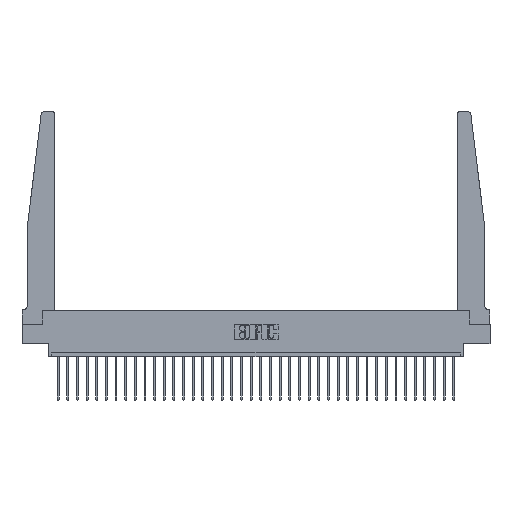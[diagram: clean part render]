
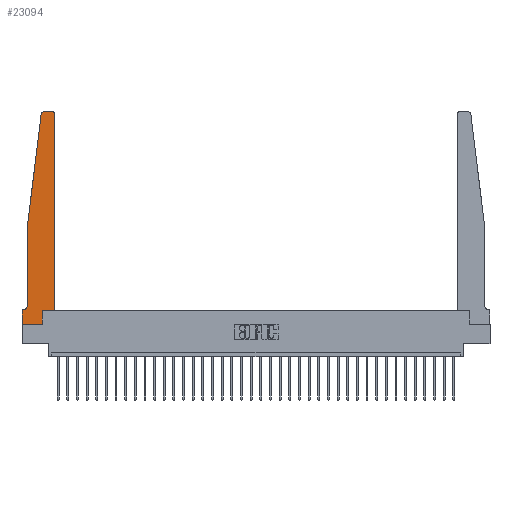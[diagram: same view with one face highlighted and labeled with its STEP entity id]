
A CAD part, top view. The second image highlights one B-rep face of the part: STEP entity #23094.
In plain terms, the highlighted planar face has unit normal (0, 0, 1).
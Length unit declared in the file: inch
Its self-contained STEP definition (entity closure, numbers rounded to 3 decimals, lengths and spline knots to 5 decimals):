
#266 = AXIS2_PLACEMENT_3D ( 'NONE', #12344, #10910, #22855 ) ;
#459 = LINE ( 'NONE', #4066, #2864 ) ;
#1911 = CARTESIAN_POINT ( 'NONE',  ( 0.065, 1.25, 0.37 ) ) ;
#2670 = PLANE ( 'NONE',  #266 ) ;
#2864 = VECTOR ( 'NONE', #14892, 39.37008 ) ;
#3098 = EDGE_CURVE ( 'NONE', #6028, #19751, #29380, .T. ) ;
#3108 = CARTESIAN_POINT ( 'NONE',  ( 0.065, 1.25, 0.37 ) ) ;
#3183 = DIRECTION ( 'NONE',  ( 1., 0., 0. ) ) ;
#3367 = CARTESIAN_POINT ( 'NONE',  ( 0.395, 2.75, 0.37 ) ) ;
#3765 = EDGE_CURVE ( 'NONE', #14605, #6028, #14319, .T. ) ;
#4066 = CARTESIAN_POINT ( 'NONE',  ( 0.425, 0.18, 0.37 ) ) ;
#4124 = EDGE_CURVE ( 'NONE', #10010, #12920, #26080, .T. ) ;
#4423 = ORIENTED_EDGE ( 'NONE', *, *, #17300, .T. ) ;
#4805 = CARTESIAN_POINT ( 'NONE',  ( 0., 0.1875, 0.37 ) ) ;
#5209 = CARTESIAN_POINT ( 'NONE',  ( 0., 0., 0.37 ) ) ;
#5745 = ORIENTED_EDGE ( 'NONE', *, *, #10933, .T. ) ;
#6028 = VERTEX_POINT ( 'NONE', #29501 ) ;
#6120 = LINE ( 'NONE', #3108, #13331 ) ;
#6143 = LINE ( 'NONE', #8204, #22625 ) ;
#6335 = VERTEX_POINT ( 'NONE', #23788 ) ;
#6486 = EDGE_CURVE ( 'NONE', #12920, #28741, #20999, .T. ) ;
#7217 = VERTEX_POINT ( 'NONE', #21252 ) ;
#7450 = VERTEX_POINT ( 'NONE', #29786 ) ;
#7911 = VERTEX_POINT ( 'NONE', #3367 ) ;
#8009 = CARTESIAN_POINT ( 'NONE',  ( 0.065, 1.25, 0.37 ) ) ;
#8204 = CARTESIAN_POINT ( 'NONE',  ( 0.065, 0.1875, 0.37 ) ) ;
#8326 = EDGE_CURVE ( 'NONE', #28741, #14605, #6143, .T. ) ;
#8525 = LINE ( 'NONE', #27934, #18518 ) ;
#8794 = VECTOR ( 'NONE', #28298, 39.37008 ) ;
#9118 = ORIENTED_EDGE ( 'NONE', *, *, #30025, .T. ) ;
#9198 = CIRCLE ( 'NONE', #12716, 0.03 ) ;
#10010 = VERTEX_POINT ( 'NONE', #8009 ) ;
#10096 = ORIENTED_EDGE ( 'NONE', *, *, #23198, .T. ) ;
#10178 = CARTESIAN_POINT ( 'NONE',  ( 0.2605, 0.18, 0.37 ) ) ;
#10384 = VECTOR ( 'NONE', #23575, 39.37008 ) ;
#10910 = DIRECTION ( 'NONE',  ( 0., 0., 1. ) ) ;
#10933 = EDGE_CURVE ( 'NONE', #26926, #7217, #21227, .T. ) ;
#11057 = ORIENTED_EDGE ( 'NONE', *, *, #4124, .T. ) ;
#11683 = VERTEX_POINT ( 'NONE', #26163 ) ;
#11980 = CARTESIAN_POINT ( 'NONE',  ( 0.065, 0.2375, 0.37 ) ) ;
#12046 = DIRECTION ( 'NONE',  ( 1., 0., 0. ) ) ;
#12344 = CARTESIAN_POINT ( 'NONE',  ( 0., 0.1875, 0.37 ) ) ;
#12704 = DIRECTION ( 'NONE',  ( 0., 0., 1. ) ) ;
#12716 = AXIS2_PLACEMENT_3D ( 'NONE', #13019, #23224, #27502 ) ;
#12920 = VERTEX_POINT ( 'NONE', #11980 ) ;
#13019 = CARTESIAN_POINT ( 'NONE',  ( 0.395, 2.72, 0.37 ) ) ;
#13265 = ORIENTED_EDGE ( 'NONE', *, *, #8326, .T. ) ;
#13331 = VECTOR ( 'NONE', #13421, 39.37008 ) ;
#13421 = DIRECTION ( 'NONE',  ( -0.122, -0.992, 0. ) ) ;
#13994 = EDGE_CURVE ( 'NONE', #7450, #6335, #18055, .T. ) ;
#14319 = LINE ( 'NONE', #21805, #10384 ) ;
#14605 = VERTEX_POINT ( 'NONE', #4805 ) ;
#14892 = DIRECTION ( 'NONE',  ( 0., 1., 0. ) ) ;
#15412 = LINE ( 'NONE', #10178, #27921 ) ;
#16669 = EDGE_CURVE ( 'NONE', #11683, #7911, #9198, .T. ) ;
#17300 = EDGE_CURVE ( 'NONE', #7217, #10010, #6120, .T. ) ;
#17519 = DIRECTION ( 'NONE',  ( 0., 0., -1. ) ) ;
#17627 = AXIS2_PLACEMENT_3D ( 'NONE', #29567, #12704, #3183 ) ;
#18055 = LINE ( 'NONE', #29818, #24332 ) ;
#18436 = VECTOR ( 'NONE', #12046, 39.37008 ) ;
#18518 = VECTOR ( 'NONE', #25559, 39.37008 ) ;
#19577 = ORIENTED_EDGE ( 'NONE', *, *, #13994, .T. ) ;
#19751 = VERTEX_POINT ( 'NONE', #22314 ) ;
#19850 = ORIENTED_EDGE ( 'NONE', *, *, #3098, .T. ) ;
#19931 = CARTESIAN_POINT ( 'NONE',  ( 0.27653, 2.75, 0.37 ) ) ;
#20626 = DIRECTION ( 'NONE',  ( -1., 0., 0. ) ) ;
#20999 = CIRCLE ( 'NONE', #25045, 0.05 ) ;
#21227 = CIRCLE ( 'NONE', #17627, 0.03 ) ;
#21252 = CARTESIAN_POINT ( 'NONE',  ( 0.24675, 2.72367, 0.37 ) ) ;
#21805 = CARTESIAN_POINT ( 'NONE',  ( 0., 0., 0.37 ) ) ;
#22009 = DIRECTION ( 'NONE',  ( -1., 0., 0. ) ) ;
#22268 = DIRECTION ( 'NONE',  ( 0., 1., 0. ) ) ;
#22314 = CARTESIAN_POINT ( 'NONE',  ( 0.2605, 0., 0.37 ) ) ;
#22625 = VECTOR ( 'NONE', #20626, 39.37008 ) ;
#22675 = DIRECTION ( 'NONE',  ( 1., 0., 0. ) ) ;
#22855 = DIRECTION ( 'NONE',  ( 1., 0., 0. ) ) ;
#23045 = ORIENTED_EDGE ( 'NONE', *, *, #25892, .T. ) ;
#23094 = ADVANCED_FACE ( 'NONE', ( #24449 ), #2670, .T. ) ;
#23198 = EDGE_CURVE ( 'NONE', #7911, #26926, #8525, .T. ) ;
#23224 = DIRECTION ( 'NONE',  ( 0., 0., 1. ) ) ;
#23322 = EDGE_LOOP ( 'NONE', ( #10096, #5745, #4423, #11057, #25629, #13265, #29353, #19850, #9118, #19577, #23045, #25552 ) ) ;
#23575 = DIRECTION ( 'NONE',  ( 0., -1., 0. ) ) ;
#23788 = CARTESIAN_POINT ( 'NONE',  ( 0.425, 0.18, 0.37 ) ) ;
#24332 = VECTOR ( 'NONE', #22675, 39.37008 ) ;
#24349 = CARTESIAN_POINT ( 'NONE',  ( 0.015, 0.1875, 0.37 ) ) ;
#24449 = FACE_OUTER_BOUND ( 'NONE', #23322, .T. ) ;
#24551 = CARTESIAN_POINT ( 'NONE',  ( 0.015, 0.2375, 0.37 ) ) ;
#25045 = AXIS2_PLACEMENT_3D ( 'NONE', #24551, #17519, #22009 ) ;
#25552 = ORIENTED_EDGE ( 'NONE', *, *, #16669, .T. ) ;
#25559 = DIRECTION ( 'NONE',  ( -1., 0., 0. ) ) ;
#25629 = ORIENTED_EDGE ( 'NONE', *, *, #6486, .T. ) ;
#25892 = EDGE_CURVE ( 'NONE', #6335, #11683, #459, .T. ) ;
#26080 = LINE ( 'NONE', #1911, #8794 ) ;
#26163 = CARTESIAN_POINT ( 'NONE',  ( 0.425, 2.72, 0.37 ) ) ;
#26926 = VERTEX_POINT ( 'NONE', #19931 ) ;
#27502 = DIRECTION ( 'NONE',  ( 1., 0., 0. ) ) ;
#27921 = VECTOR ( 'NONE', #22268, 39.37008 ) ;
#27934 = CARTESIAN_POINT ( 'NONE',  ( 0.25, 2.75, 0.37 ) ) ;
#28298 = DIRECTION ( 'NONE',  ( 0., -1., 0. ) ) ;
#28741 = VERTEX_POINT ( 'NONE', #24349 ) ;
#29353 = ORIENTED_EDGE ( 'NONE', *, *, #3765, .T. ) ;
#29380 = LINE ( 'NONE', #5209, #18436 ) ;
#29501 = CARTESIAN_POINT ( 'NONE',  ( 0., 0., 0.37 ) ) ;
#29567 = CARTESIAN_POINT ( 'NONE',  ( 0.27653, 2.72, 0.37 ) ) ;
#29786 = CARTESIAN_POINT ( 'NONE',  ( 0.2605, 0.18, 0.37 ) ) ;
#29818 = CARTESIAN_POINT ( 'NONE',  ( 0.425, 0.18, 0.37 ) ) ;
#30025 = EDGE_CURVE ( 'NONE', #19751, #7450, #15412, .T. ) ;
